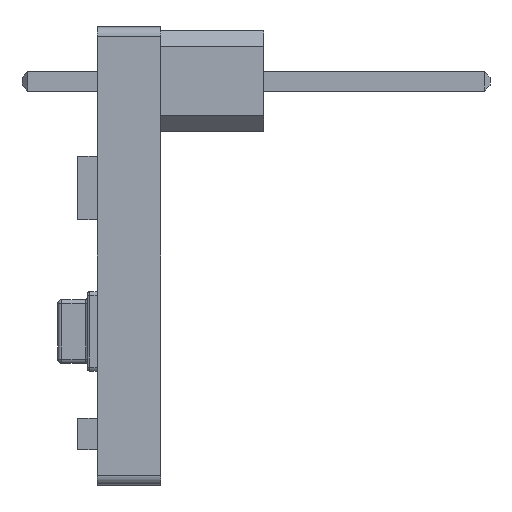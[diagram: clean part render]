
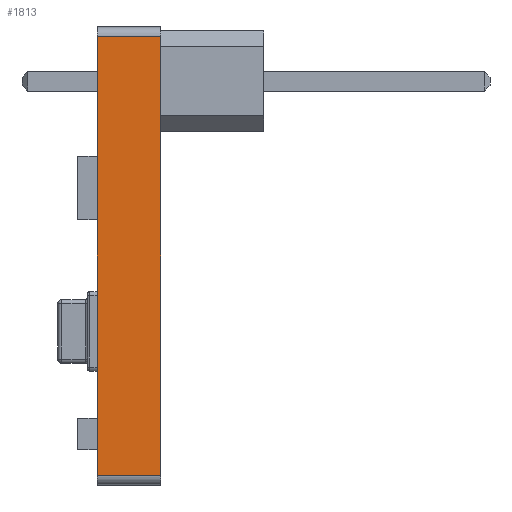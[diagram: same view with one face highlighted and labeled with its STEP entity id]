
A CAD part, left-side view. The second image highlights one B-rep face of the part: STEP entity #1813.
In plain terms, the highlighted planar face has unit normal (-1, 0, 0).
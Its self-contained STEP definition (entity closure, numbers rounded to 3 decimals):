
#184 = EDGE_CURVE ( 'NONE', #3656, #5100, #1675, .T. ) ;
#296 = VECTOR ( 'NONE', #1144, 1000. ) ;
#327 = EDGE_CURVE ( 'NONE', #5821, #3656, #2168, .T. ) ;
#360 = VECTOR ( 'NONE', #1360, 1000. ) ;
#389 = CARTESIAN_POINT ( 'NONE',  ( -7.7, 1.6, 5.525 ) ) ;
#591 = LINE ( 'NONE', #389, #360 ) ;
#650 = DIRECTION ( 'NONE',  ( 0., 0., -1. ) ) ;
#805 = VECTOR ( 'NONE', #3987, 1000. ) ;
#1014 = ORIENTED_EDGE ( 'NONE', *, *, #1990, .T. ) ;
#1139 = CARTESIAN_POINT ( 'NONE',  ( -7.7, 1.6, 5.775 ) ) ;
#1144 = DIRECTION ( 'NONE',  ( 0., 0., 1. ) ) ;
#1322 = DIRECTION ( 'NONE',  ( 0., -1., 0. ) ) ;
#1360 = DIRECTION ( 'NONE',  ( 0., 1., 0. ) ) ;
#1669 = CARTESIAN_POINT ( 'NONE',  ( -7.7, 0., 5.775 ) ) ;
#1675 = LINE ( 'NONE', #1669, #296 ) ;
#1813 = ADVANCED_FACE ( 'NONE', ( #2562 ), #3343, .F. ) ;
#1990 = EDGE_CURVE ( 'NONE', #5100, #6764, #591, .T. ) ;
#2168 = LINE ( 'NONE', #3983, #6034 ) ;
#2562 = FACE_OUTER_BOUND ( 'NONE', #6607, .T. ) ;
#2967 = AXIS2_PLACEMENT_3D ( 'NONE', #1139, #5932, #650 ) ;
#3099 = CARTESIAN_POINT ( 'NONE',  ( -7.7, 0., 5.525 ) ) ;
#3179 = ORIENTED_EDGE ( 'NONE', *, *, #327, .T. ) ;
#3343 = PLANE ( 'NONE',  #2967 ) ;
#3656 = VERTEX_POINT ( 'NONE', #6784 ) ;
#3661 = CARTESIAN_POINT ( 'NONE',  ( -7.7, 1.6, -5.525 ) ) ;
#3890 = EDGE_CURVE ( 'NONE', #5821, #6764, #6544, .T. ) ;
#3983 = CARTESIAN_POINT ( 'NONE',  ( -7.7, 1.6, -5.525 ) ) ;
#3987 = DIRECTION ( 'NONE',  ( 0., 0., 1. ) ) ;
#4031 = CARTESIAN_POINT ( 'NONE',  ( -7.7, 1.6, 5.775 ) ) ;
#4101 = ORIENTED_EDGE ( 'NONE', *, *, #184, .T. ) ;
#5100 = VERTEX_POINT ( 'NONE', #3099 ) ;
#5356 = ORIENTED_EDGE ( 'NONE', *, *, #3890, .F. ) ;
#5821 = VERTEX_POINT ( 'NONE', #3661 ) ;
#5932 = DIRECTION ( 'NONE',  ( 1., 0., 0. ) ) ;
#6034 = VECTOR ( 'NONE', #1322, 1000. ) ;
#6544 = LINE ( 'NONE', #4031, #805 ) ;
#6607 = EDGE_LOOP ( 'NONE', ( #5356, #3179, #4101, #1014 ) ) ;
#6731 = CARTESIAN_POINT ( 'NONE',  ( -7.7, 1.6, 5.525 ) ) ;
#6764 = VERTEX_POINT ( 'NONE', #6731 ) ;
#6784 = CARTESIAN_POINT ( 'NONE',  ( -7.7, 0., -5.525 ) ) ;
